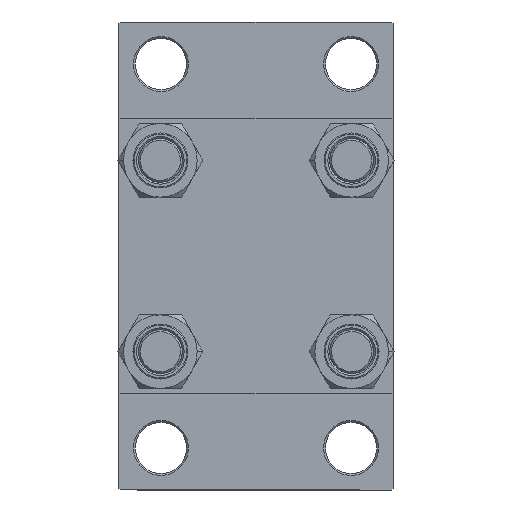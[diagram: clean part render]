
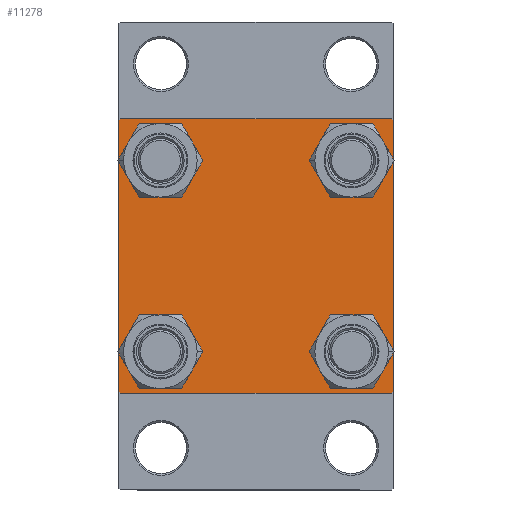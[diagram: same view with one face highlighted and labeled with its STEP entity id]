
A CAD part, left-side view. The second image highlights one B-rep face of the part: STEP entity #11278.
In plain terms, the highlighted planar face has unit normal (-1, 0, 0).
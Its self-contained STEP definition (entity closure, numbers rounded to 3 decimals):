
#334 = CARTESIAN_POINT ( 'NONE',  ( 0., 37.25, -37.25 ) ) ;
#562 = AXIS2_PLACEMENT_3D ( 'NONE', #28002, #5461, #39114 ) ;
#652 = VERTEX_POINT ( 'NONE', #26632 ) ;
#907 = CIRCLE ( 'NONE', #7874, 6.5 ) ;
#1111 = DIRECTION ( 'NONE',  ( 0., -1., 0. ) ) ;
#1251 = CARTESIAN_POINT ( 'NONE',  ( 0., -37.25, -37.25 ) ) ;
#1341 = VERTEX_POINT ( 'NONE', #14186 ) ;
#1902 = FACE_BOUND ( 'NONE', #34292, .T. ) ;
#1973 = VERTEX_POINT ( 'NONE', #19287 ) ;
#2235 = AXIS2_PLACEMENT_3D ( 'NONE', #35829, #18182, #15492 ) ;
#2414 = ORIENTED_EDGE ( 'NONE', *, *, #34775, .T. ) ;
#2750 = EDGE_LOOP ( 'NONE', ( #6207, #44011 ) ) ;
#2962 = CIRCLE ( 'NONE', #2235, 6.5 ) ;
#3121 = VERTEX_POINT ( 'NONE', #11954 ) ;
#3219 = AXIS2_PLACEMENT_3D ( 'NONE', #25457, #32682, #29304 ) ;
#3465 = CIRCLE ( 'NONE', #44490, 6.5 ) ;
#3759 = EDGE_CURVE ( 'NONE', #25750, #33261, #13053, .T. ) ;
#3854 = ORIENTED_EDGE ( 'NONE', *, *, #18020, .T. ) ;
#4453 = VERTEX_POINT ( 'NONE', #31593 ) ;
#4799 = ORIENTED_EDGE ( 'NONE', *, *, #5607, .T. ) ;
#4861 = LINE ( 'NONE', #1251, #26311 ) ;
#4915 = VERTEX_POINT ( 'NONE', #40856 ) ;
#5010 = PLANE ( 'NONE',  #13932 ) ;
#5461 = DIRECTION ( 'NONE',  ( 1., 0., 0. ) ) ;
#5607 = EDGE_CURVE ( 'NONE', #9391, #22199, #9102, .T. ) ;
#6207 = ORIENTED_EDGE ( 'NONE', *, *, #44684, .T. ) ;
#6286 = DIRECTION ( 'NONE',  ( 0., 0., 1. ) ) ;
#6683 = LINE ( 'NONE', #24495, #30976 ) ;
#7249 = VERTEX_POINT ( 'NONE', #18408 ) ;
#7874 = AXIS2_PLACEMENT_3D ( 'NONE', #32074, #46847, #47310 ) ;
#8172 = FACE_BOUND ( 'NONE', #27892, .T. ) ;
#9102 = LINE ( 'NONE', #38637, #43260 ) ;
#9215 = VERTEX_POINT ( 'NONE', #12097 ) ;
#9391 = VERTEX_POINT ( 'NONE', #41240 ) ;
#9788 = EDGE_CURVE ( 'NONE', #22199, #4915, #4861, .T. ) ;
#10844 = ORIENTED_EDGE ( 'NONE', *, *, #16374, .T. ) ;
#11064 = CARTESIAN_POINT ( 'NONE',  ( 0., -26.15, 26.15 ) ) ;
#11278 = ADVANCED_FACE ( 'NONE', ( #8172, #1902, #35049, #22970, #12075 ), #5010, .T. ) ;
#11595 = EDGE_CURVE ( 'NONE', #652, #7249, #38389, .T. ) ;
#11784 = CARTESIAN_POINT ( 'NONE',  ( 0., 37.5, 37.5 ) ) ;
#11954 = CARTESIAN_POINT ( 'NONE',  ( 0., -26.15, -19.65 ) ) ;
#12075 = FACE_OUTER_BOUND ( 'NONE', #18889, .T. ) ;
#12097 = CARTESIAN_POINT ( 'NONE',  ( 0., -37.5, 37. ) ) ;
#12280 = EDGE_CURVE ( 'NONE', #9215, #4915, #6683, .T. ) ;
#12458 = CARTESIAN_POINT ( 'NONE',  ( 0., 37.5, 37.5 ) ) ;
#13053 = CIRCLE ( 'NONE', #13840, 6.5 ) ;
#13208 = ORIENTED_EDGE ( 'NONE', *, *, #45418, .T. ) ;
#13503 = VERTEX_POINT ( 'NONE', #26713 ) ;
#13840 = AXIS2_PLACEMENT_3D ( 'NONE', #11064, #41049, #47361 ) ;
#13932 = AXIS2_PLACEMENT_3D ( 'NONE', #19363, #15713, #23456 ) ;
#14186 = CARTESIAN_POINT ( 'NONE',  ( 0., 26.15, -32.65 ) ) ;
#14590 = DIRECTION ( 'NONE',  ( 1., 0., 0. ) ) ;
#14882 = DIRECTION ( 'NONE',  ( 0., -0.707, -0.707 ) ) ;
#15419 = EDGE_CURVE ( 'NONE', #4453, #28936, #907, .T. ) ;
#15492 = DIRECTION ( 'NONE',  ( 0., 0., 1. ) ) ;
#15713 = DIRECTION ( 'NONE',  ( -1., 0., 0. ) ) ;
#16042 = DIRECTION ( 'NONE',  ( 0., -0.707, 0.707 ) ) ;
#16050 = CIRCLE ( 'NONE', #562, 6.5 ) ;
#16260 = CARTESIAN_POINT ( 'NONE',  ( 0., -37.25, 37.25 ) ) ;
#16374 = EDGE_CURVE ( 'NONE', #3121, #33273, #34134, .T. ) ;
#16570 = DIRECTION ( 'NONE',  ( 0., 0., -1. ) ) ;
#16757 = ORIENTED_EDGE ( 'NONE', *, *, #9788, .T. ) ;
#17683 = VECTOR ( 'NONE', #14882, 1000. ) ;
#17690 = CARTESIAN_POINT ( 'NONE',  ( 0., 37.5, 37. ) ) ;
#18020 = EDGE_CURVE ( 'NONE', #9215, #7249, #42119, .T. ) ;
#18111 = CARTESIAN_POINT ( 'NONE',  ( 0., -26.15, 19.65 ) ) ;
#18182 = DIRECTION ( 'NONE',  ( 1., 0., 0. ) ) ;
#18306 = ORIENTED_EDGE ( 'NONE', *, *, #43032, .T. ) ;
#18408 = CARTESIAN_POINT ( 'NONE',  ( 0., -37., 37.5 ) ) ;
#18889 = EDGE_LOOP ( 'NONE', ( #2414, #24109, #4799, #16757, #35427, #3854, #25558, #39151 ) ) ;
#19245 = VECTOR ( 'NONE', #16570, 1000. ) ;
#19287 = CARTESIAN_POINT ( 'NONE',  ( 0., 37.5, -37. ) ) ;
#19363 = CARTESIAN_POINT ( 'NONE',  ( 0., 0., 0. ) ) ;
#20627 = DIRECTION ( 'NONE',  ( 1., 0., 0. ) ) ;
#20736 = DIRECTION ( 'NONE',  ( 0., -1., 0. ) ) ;
#21487 = DIRECTION ( 'NONE',  ( 0., 0., -1. ) ) ;
#22199 = VERTEX_POINT ( 'NONE', #24593 ) ;
#22970 = FACE_BOUND ( 'NONE', #46655, .T. ) ;
#23456 = DIRECTION ( 'NONE',  ( 0., 0., 1. ) ) ;
#24109 = ORIENTED_EDGE ( 'NONE', *, *, #47188, .T. ) ;
#24495 = CARTESIAN_POINT ( 'NONE',  ( 0., -37.5, 37.5 ) ) ;
#24593 = CARTESIAN_POINT ( 'NONE',  ( 0., -37., -37.5 ) ) ;
#24704 = VERTEX_POINT ( 'NONE', #17690 ) ;
#24963 = CARTESIAN_POINT ( 'NONE',  ( 0., -26.15, 26.15 ) ) ;
#25336 = CIRCLE ( 'NONE', #45395, 6.5 ) ;
#25457 = CARTESIAN_POINT ( 'NONE',  ( 0., -26.15, -26.15 ) ) ;
#25558 = ORIENTED_EDGE ( 'NONE', *, *, #11595, .F. ) ;
#25750 = VERTEX_POINT ( 'NONE', #18111 ) ;
#26024 = ORIENTED_EDGE ( 'NONE', *, *, #15419, .T. ) ;
#26311 = VECTOR ( 'NONE', #16042, 1000. ) ;
#26318 = DIRECTION ( 'NONE',  ( 1., 0., 0. ) ) ;
#26632 = CARTESIAN_POINT ( 'NONE',  ( 0., 37., 37.5 ) ) ;
#26713 = CARTESIAN_POINT ( 'NONE',  ( 0., 26.15, -19.65 ) ) ;
#27324 = LINE ( 'NONE', #31675, #33034 ) ;
#27687 = LINE ( 'NONE', #12458, #19245 ) ;
#27892 = EDGE_LOOP ( 'NONE', ( #18306, #45557 ) ) ;
#28002 = CARTESIAN_POINT ( 'NONE',  ( 0., 26.15, 26.15 ) ) ;
#28936 = VERTEX_POINT ( 'NONE', #47399 ) ;
#29304 = DIRECTION ( 'NONE',  ( 0., 0., 1. ) ) ;
#29355 = DIRECTION ( 'NONE',  ( 0., 0., 1. ) ) ;
#29909 = AXIS2_PLACEMENT_3D ( 'NONE', #24963, #20627, #6286 ) ;
#30268 = CARTESIAN_POINT ( 'NONE',  ( 0., -26.15, -32.65 ) ) ;
#30348 = VECTOR ( 'NONE', #38495, 1000. ) ;
#30976 = VECTOR ( 'NONE', #21487, 1000. ) ;
#31593 = CARTESIAN_POINT ( 'NONE',  ( 0., 26.15, 19.65 ) ) ;
#31675 = CARTESIAN_POINT ( 'NONE',  ( 0., 37.25, 37.25 ) ) ;
#32074 = CARTESIAN_POINT ( 'NONE',  ( 0., 26.15, 26.15 ) ) ;
#32682 = DIRECTION ( 'NONE',  ( 1., 0., 0. ) ) ;
#33034 = VECTOR ( 'NONE', #34819, 1000. ) ;
#33261 = VERTEX_POINT ( 'NONE', #47465 ) ;
#33273 = VERTEX_POINT ( 'NONE', #30268 ) ;
#34134 = CIRCLE ( 'NONE', #3219, 6.5 ) ;
#34292 = EDGE_LOOP ( 'NONE', ( #10844, #36578 ) ) ;
#34775 = EDGE_CURVE ( 'NONE', #24704, #1973, #27687, .T. ) ;
#34819 = DIRECTION ( 'NONE',  ( 0., 0.707, -0.707 ) ) ;
#35035 = EDGE_CURVE ( 'NONE', #1341, #13503, #2962, .T. ) ;
#35049 = FACE_BOUND ( 'NONE', #2750, .T. ) ;
#35427 = ORIENTED_EDGE ( 'NONE', *, *, #12280, .F. ) ;
#35829 = CARTESIAN_POINT ( 'NONE',  ( 0., 26.15, -26.15 ) ) ;
#36578 = ORIENTED_EDGE ( 'NONE', *, *, #39988, .T. ) ;
#37136 = VECTOR ( 'NONE', #1111, 1000. ) ;
#37629 = CIRCLE ( 'NONE', #29909, 6.5 ) ;
#38389 = LINE ( 'NONE', #11784, #37136 ) ;
#38495 = DIRECTION ( 'NONE',  ( 0., 0.707, 0.707 ) ) ;
#38637 = CARTESIAN_POINT ( 'NONE',  ( 0., 37.5, -37.5 ) ) ;
#39114 = DIRECTION ( 'NONE',  ( 0., 0., 1. ) ) ;
#39151 = ORIENTED_EDGE ( 'NONE', *, *, #45139, .T. ) ;
#39988 = EDGE_CURVE ( 'NONE', #33273, #3121, #3465, .T. ) ;
#40238 = CARTESIAN_POINT ( 'NONE',  ( 0., -26.15, -26.15 ) ) ;
#40856 = CARTESIAN_POINT ( 'NONE',  ( 0., -37.5, -37. ) ) ;
#41046 = DIRECTION ( 'NONE',  ( 0., 0., 1. ) ) ;
#41049 = DIRECTION ( 'NONE',  ( 1., 0., 0. ) ) ;
#41240 = CARTESIAN_POINT ( 'NONE',  ( 0., 37., -37.5 ) ) ;
#42119 = LINE ( 'NONE', #16260, #30348 ) ;
#43032 = EDGE_CURVE ( 'NONE', #33261, #25750, #37629, .T. ) ;
#43260 = VECTOR ( 'NONE', #20736, 1000. ) ;
#44011 = ORIENTED_EDGE ( 'NONE', *, *, #35035, .T. ) ;
#44155 = LINE ( 'NONE', #334, #17683 ) ;
#44490 = AXIS2_PLACEMENT_3D ( 'NONE', #40238, #14590, #29355 ) ;
#44679 = CARTESIAN_POINT ( 'NONE',  ( 0., 26.15, -26.15 ) ) ;
#44684 = EDGE_CURVE ( 'NONE', #13503, #1341, #25336, .T. ) ;
#45139 = EDGE_CURVE ( 'NONE', #652, #24704, #27324, .T. ) ;
#45395 = AXIS2_PLACEMENT_3D ( 'NONE', #44679, #26318, #41046 ) ;
#45418 = EDGE_CURVE ( 'NONE', #28936, #4453, #16050, .T. ) ;
#45557 = ORIENTED_EDGE ( 'NONE', *, *, #3759, .T. ) ;
#46655 = EDGE_LOOP ( 'NONE', ( #13208, #26024 ) ) ;
#46847 = DIRECTION ( 'NONE',  ( 1., 0., 0. ) ) ;
#47188 = EDGE_CURVE ( 'NONE', #1973, #9391, #44155, .T. ) ;
#47310 = DIRECTION ( 'NONE',  ( 0., 0., 1. ) ) ;
#47361 = DIRECTION ( 'NONE',  ( 0., 0., 1. ) ) ;
#47399 = CARTESIAN_POINT ( 'NONE',  ( 0., 26.15, 32.65 ) ) ;
#47465 = CARTESIAN_POINT ( 'NONE',  ( 0., -26.15, 32.65 ) ) ;
